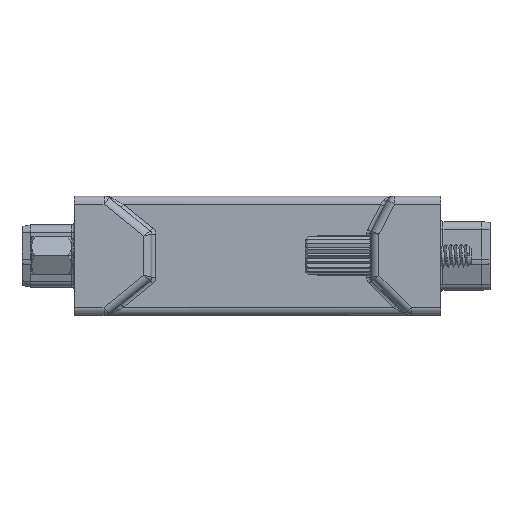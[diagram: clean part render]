
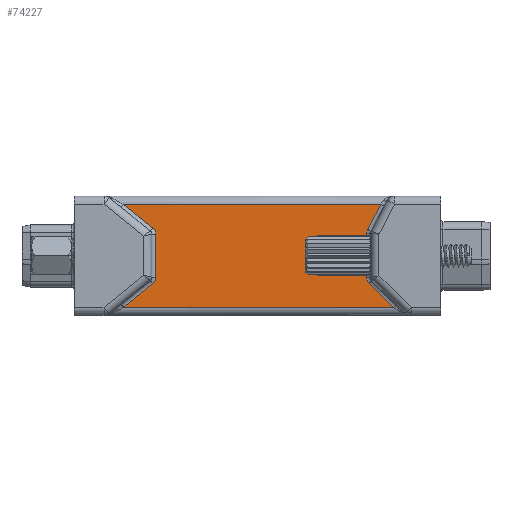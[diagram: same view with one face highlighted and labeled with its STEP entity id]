
A CAD part, top view. The second image highlights one B-rep face of the part: STEP entity #74227.
In plain terms, the highlighted face is planar.
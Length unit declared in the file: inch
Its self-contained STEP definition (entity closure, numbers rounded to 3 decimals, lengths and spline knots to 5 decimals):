
#504 = VERTEX_POINT ( 'NONE', #49077 ) ;
#2258 = ORIENTED_EDGE ( 'NONE', *, *, #19748, .F. ) ;
#3915 = DIRECTION ( 'NONE',  ( -1., 0., 0. ) ) ;
#4717 = CARTESIAN_POINT ( 'NONE',  ( -0.52, -0.10544, -0.4975 ) ) ;
#5464 = DIRECTION ( 'NONE',  ( 0., 0., -1. ) ) ;
#6191 = CIRCLE ( 'NONE', #15718, 0.04 ) ;
#6467 = DIRECTION ( 'NONE',  ( 0., 0.888, 0.46 ) ) ;
#6649 = ORIENTED_EDGE ( 'NONE', *, *, #68314, .T. ) ;
#7302 = CARTESIAN_POINT ( 'NONE',  ( -0.52, 0.10544, -0.4975 ) ) ;
#7999 = VECTOR ( 'NONE', #6467, 39.37008 ) ;
#8741 = CARTESIAN_POINT ( 'NONE',  ( -0.52, 0.11012, 0.5355 ) ) ;
#9060 = EDGE_CURVE ( 'NONE', #20279, #43852, #83698, .T. ) ;
#10674 = EDGE_CURVE ( 'NONE', #55879, #61928, #91464, .T. ) ;
#13923 = CIRCLE ( 'NONE', #43960, 0.04 ) ;
#14291 = ORIENTED_EDGE ( 'NONE', *, *, #54581, .F. ) ;
#14438 = VERTEX_POINT ( 'NONE', #80847 ) ;
#15151 = EDGE_CURVE ( 'NONE', #79125, #16435, #24528, .T. ) ;
#15718 = AXIS2_PLACEMENT_3D ( 'NONE', #93582, #49419, #5464 ) ;
#16435 = VERTEX_POINT ( 'NONE', #71129 ) ;
#18050 = EDGE_CURVE ( 'NONE', #80611, #64768, #64298, .T. ) ;
#18513 = DIRECTION ( 'NONE',  ( 0., 1., 0. ) ) ;
#19748 = EDGE_CURVE ( 'NONE', #20279, #504, #58228, .T. ) ;
#20279 = VERTEX_POINT ( 'NONE', #7302 ) ;
#20303 = CARTESIAN_POINT ( 'NONE',  ( -0.52, 0.2525, -0.65607 ) ) ;
#20461 = CARTESIAN_POINT ( 'NONE',  ( -0.52, 0.2525, 0.60424 ) ) ;
#21037 = ORIENTED_EDGE ( 'NONE', *, *, #9060, .T. ) ;
#21201 = AXIS2_PLACEMENT_3D ( 'NONE', #66221, #22259, #73657 ) ;
#21407 = DIRECTION ( 'NONE',  ( 0., 0., 1. ) ) ;
#21709 = EDGE_CURVE ( 'NONE', #91659, #14438, #60008, .T. ) ;
#22259 = DIRECTION ( 'NONE',  ( -1., 0., 0. ) ) ;
#23122 = CIRCLE ( 'NONE', #29580, 0.04 ) ;
#23255 = CARTESIAN_POINT ( 'NONE',  ( -0.52, -0.10657, 0.5355 ) ) ;
#24528 = LINE ( 'NONE', #60413, #61245 ) ;
#29572 = VECTOR ( 'NONE', #93123, 39.37008 ) ;
#29580 = AXIS2_PLACEMENT_3D ( 'NONE', #83833, #39723, #91246 ) ;
#30007 = CARTESIAN_POINT ( 'NONE',  ( -0.52, 0.12853, 0.53999 ) ) ;
#30593 = ORIENTED_EDGE ( 'NONE', *, *, #10674, .T. ) ;
#31472 = LINE ( 'NONE', #76515, #68299 ) ;
#31669 = EDGE_CURVE ( 'NONE', #46310, #504, #31472, .T. ) ;
#33254 = CARTESIAN_POINT ( 'NONE',  ( -0.52, 0.115, 0.5355 ) ) ;
#35150 = CARTESIAN_POINT ( 'NONE',  ( -0.52, -0.2525, 0.66784 ) ) ;
#35268 = VECTOR ( 'NONE', #93363, 39.37008 ) ;
#36562 = CARTESIAN_POINT ( 'NONE',  ( -0.52, 0.2925, -0.5175 ) ) ;
#38826 = ORIENTED_EDGE ( 'NONE', *, *, #90434, .F. ) ;
#39723 = DIRECTION ( 'NONE',  ( -1., 0., 0. ) ) ;
#40167 = LINE ( 'NONE', #57961, #74719 ) ;
#40235 = CARTESIAN_POINT ( 'NONE',  ( -0.52, -0.13657, -0.51238 ) ) ;
#40897 = AXIS2_PLACEMENT_3D ( 'NONE', #36562, #95475, #51285 ) ;
#41091 = DIRECTION ( 'NONE',  ( 0., 0.698, -0.716 ) ) ;
#41594 = CARTESIAN_POINT ( 'NONE',  ( -0.52, -0.115, -0.4975 ) ) ;
#43189 = ORIENTED_EDGE ( 'NONE', *, *, #15151, .T. ) ;
#43852 = VERTEX_POINT ( 'NONE', #4717 ) ;
#43960 = AXIS2_PLACEMENT_3D ( 'NONE', #47905, #3915, #55249 ) ;
#46217 = EDGE_CURVE ( 'NONE', #79125, #43852, #13923, .T. ) ;
#46310 = VERTEX_POINT ( 'NONE', #20303 ) ;
#47905 = CARTESIAN_POINT ( 'NONE',  ( -0.52, -0.10544, -0.5375 ) ) ;
#48455 = CARTESIAN_POINT ( 'NONE',  ( -0.52, -0.12932, 0.54154 ) ) ;
#49077 = CARTESIAN_POINT ( 'NONE',  ( -0.52, 0.13657, -0.51238 ) ) ;
#49419 = DIRECTION ( 'NONE',  ( -1., 0., 0. ) ) ;
#51285 = DIRECTION ( 'NONE',  ( 0., 0., -1. ) ) ;
#52249 = ORIENTED_EDGE ( 'NONE', *, *, #18050, .T. ) ;
#54581 = EDGE_CURVE ( 'NONE', #80611, #61928, #6191, .T. ) ;
#55249 = DIRECTION ( 'NONE',  ( 0., 0., -1. ) ) ;
#55879 = VERTEX_POINT ( 'NONE', #23255 ) ;
#57852 = CARTESIAN_POINT ( 'NONE',  ( -0.52, 0.2617, 0.60901 ) ) ;
#57961 = CARTESIAN_POINT ( 'NONE',  ( -0.52, -0.2525, -0.5175 ) ) ;
#58228 = CIRCLE ( 'NONE', #21201, 0.04 ) ;
#60008 = LINE ( 'NONE', #48455, #77277 ) ;
#60413 = CARTESIAN_POINT ( 'NONE',  ( -0.52, -0.26807, -0.67536 ) ) ;
#61245 = VECTOR ( 'NONE', #67835, 39.37008 ) ;
#61928 = VERTEX_POINT ( 'NONE', #8741 ) ;
#64298 = LINE ( 'NONE', #57852, #7999 ) ;
#64768 = VERTEX_POINT ( 'NONE', #20461 ) ;
#66221 = CARTESIAN_POINT ( 'NONE',  ( -0.52, 0.10544, -0.5375 ) ) ;
#67835 = DIRECTION ( 'NONE',  ( 0., -0.628, -0.778 ) ) ;
#68299 = VECTOR ( 'NONE', #83617, 39.37008 ) ;
#68314 = EDGE_CURVE ( 'NONE', #64768, #46310, #94024, .T. ) ;
#71081 = CARTESIAN_POINT ( 'NONE',  ( -0.52, 0.2525, -0.7375 ) ) ;
#71129 = CARTESIAN_POINT ( 'NONE',  ( -0.52, -0.2525, -0.65607 ) ) ;
#73657 = DIRECTION ( 'NONE',  ( 0., 0., -1. ) ) ;
#74159 = VECTOR ( 'NONE', #18513, 39.37008 ) ;
#74227 = ADVANCED_FACE ( 'NONE', ( #77360 ), #88071, .F. ) ;
#74719 = VECTOR ( 'NONE', #21407, 39.37008 ) ;
#75311 = ORIENTED_EDGE ( 'NONE', *, *, #31669, .T. ) ;
#75761 = ORIENTED_EDGE ( 'NONE', *, *, #46217, .F. ) ;
#76515 = CARTESIAN_POINT ( 'NONE',  ( -0.52, 0.13057, -0.50494 ) ) ;
#77277 = VECTOR ( 'NONE', #41091, 39.37008 ) ;
#77360 = FACE_OUTER_BOUND ( 'NONE', #90045, .T. ) ;
#79125 = VERTEX_POINT ( 'NONE', #40235 ) ;
#79399 = ORIENTED_EDGE ( 'NONE', *, *, #87931, .T. ) ;
#80597 = ORIENTED_EDGE ( 'NONE', *, *, #21709, .T. ) ;
#80611 = VERTEX_POINT ( 'NONE', #30007 ) ;
#80847 = CARTESIAN_POINT ( 'NONE',  ( -0.52, -0.1352, 0.54757 ) ) ;
#83617 = DIRECTION ( 'NONE',  ( 0., -0.628, 0.778 ) ) ;
#83698 = LINE ( 'NONE', #41594, #29572 ) ;
#83833 = CARTESIAN_POINT ( 'NONE',  ( -0.52, -0.10657, 0.5755 ) ) ;
#87931 = EDGE_CURVE ( 'NONE', #16435, #91659, #40167, .T. ) ;
#88071 = PLANE ( 'NONE',  #40897 ) ;
#90045 = EDGE_LOOP ( 'NONE', ( #79399, #80597, #38826, #30593, #14291, #52249, #6649, #75311, #2258, #21037, #75761, #43189 ) ) ;
#90434 = EDGE_CURVE ( 'NONE', #55879, #14438, #23122, .T. ) ;
#91246 = DIRECTION ( 'NONE',  ( 0., 0., -1. ) ) ;
#91464 = LINE ( 'NONE', #33254, #74159 ) ;
#91659 = VERTEX_POINT ( 'NONE', #35150 ) ;
#93123 = DIRECTION ( 'NONE',  ( 0., -1., 0. ) ) ;
#93363 = DIRECTION ( 'NONE',  ( 0., 0., -1. ) ) ;
#93582 = CARTESIAN_POINT ( 'NONE',  ( -0.52, 0.11012, 0.5755 ) ) ;
#94024 = LINE ( 'NONE', #71081, #35268 ) ;
#95475 = DIRECTION ( 'NONE',  ( 1., 0., 0. ) ) ;
